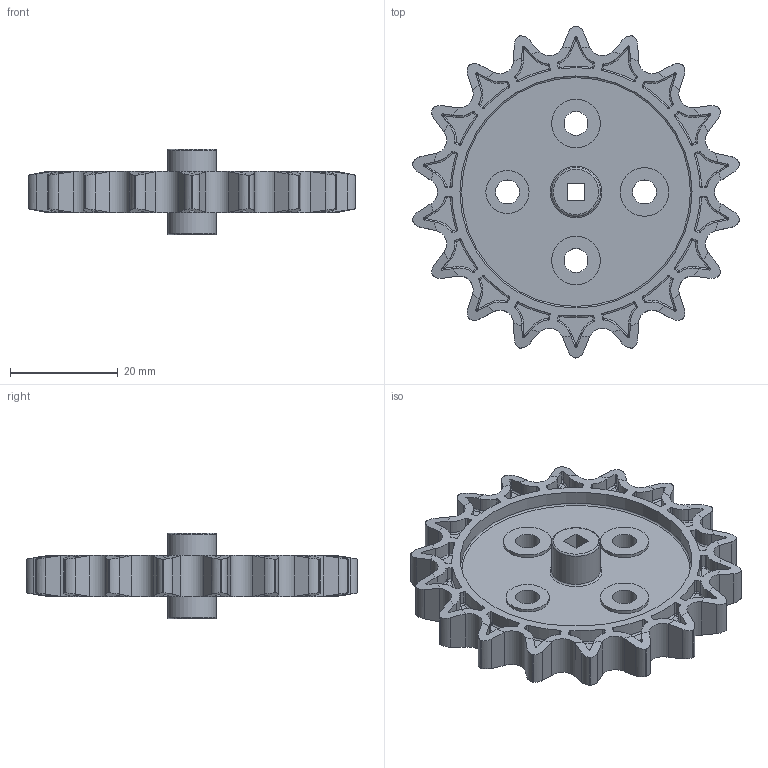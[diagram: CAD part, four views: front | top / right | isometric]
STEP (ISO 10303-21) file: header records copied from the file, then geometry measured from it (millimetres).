
FILE_DESCRIPTION(/* description */ ('Can withstand higher stresses and lift heavier loads.'),/* implementation_level */ '2;1');
FILE_NAME(/* name */ 'High Strength 18-tooth Sprocket.ipt.step',/* time_stamp */ '2020-04-16T23:19:38-04:00',/* author */ ('Jordan Kiesel'),/* organization */ ('Super Sonic Sparks, Team 24'),/* preprocessor_version */ 'ST-DEVELOPER v17',/* originating_system */ 'Autodesk Inventor 2019',/* authorisation */ '');
FILE_SCHEMA (('AUTOMOTIVE_DESIGN { 1 0 10303 214 3 1 1 }'));
Length unit declared in the file: inch
Products named in the file (1): High Strength 18-tooth Sprocket
Bounding box: 60.59 x 61.51 x 15.88 mm (x, y, z)
Volume: 9173.3 mm3; surface area: 10245.4 mm2
Topology: 1 solids, 1 shells, 1120 faces, 2809 edges, 1657 vertices
Faces by surface type: cylinder 520, plane 234, sphere 180, torus 114, cone 36, bspline 36
Full cylindrical faces by diameter (mm): 4.445 x4, 8 x2, 9 x8, 43 x2
Entity records: 40051 total; most frequent: CARTESIAN_POINT 13777, DIRECTION 5712, ORIENTED_EDGE 5526, EDGE_CURVE 2763, AXIS2_PLACEMENT_3D 2356, VERTEX_POINT 1657, CIRCLE 1262, EDGE_LOOP 1142
